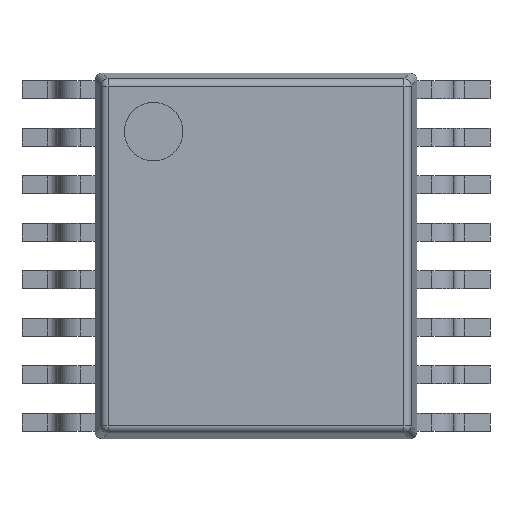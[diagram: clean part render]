
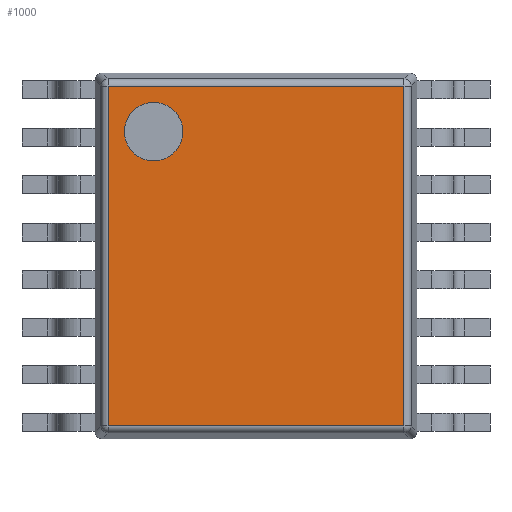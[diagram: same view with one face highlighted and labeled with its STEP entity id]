
A CAD part, top view. The second image highlights one B-rep face of the part: STEP entity #1000.
In plain terms, the highlighted face is planar.
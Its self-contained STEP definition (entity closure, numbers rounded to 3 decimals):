
#28=DIRECTION('',(0.,0.,-1.));
#36=DIRECTION('',(-1.,0.,0.));
#41=DIRECTION('',(0.,0.,1.));
#46=DIRECTION('',(1.,0.,0.));
#125=DIRECTION('',(0.,-1.,0.));
#240=VECTOR('',#36,4.047);
#254=VECTOR('',#28,4.647);
#277=DIRECTION('',(0.,1.,0.));
#306=VECTOR('',#46,4.047);
#312=VECTOR('',#41,4.647);
#375=CARTESIAN_POINT('',(-1.4,0.45,-1.7));
#376=AXIS2_PLACEMENT_3D('',#375,#125,#46);
#377=CIRCLE('',#376,0.4);
#379=AXIS2_PLACEMENT_3D('',#375,#125,#36);
#380=CIRCLE('',#379,0.4);
#382=CARTESIAN_POINT('',(-2.023,0.45,-2.323));
#383=LINE('',#382,#312);
#385=CARTESIAN_POINT('',(2.023,0.45,-2.323));
#386=LINE('',#385,#240);
#388=CARTESIAN_POINT('',(2.023,0.45,2.323));
#389=LINE('',#388,#254);
#391=CARTESIAN_POINT('',(-2.023,0.45,2.323));
#392=LINE('',#391,#306);
#395=CARTESIAN_POINT('',(-1.,0.45,-1.7));
#398=CARTESIAN_POINT('',(-1.8,0.45,-1.7));
#471=VERTEX_POINT('',#395);
#472=VERTEX_POINT('',#398);
#480=VERTEX_POINT('',#382);
#481=VERTEX_POINT('',#391);
#484=VERTEX_POINT('',#388);
#485=VERTEX_POINT('',#385);
#839=EDGE_CURVE('',#484,#485,#389,.T.);
#865=EDGE_CURVE('',#481,#484,#392,.T.);
#919=EDGE_CURVE('',#480,#481,#383,.T.);
#976=EDGE_CURVE('',#485,#480,#386,.T.);
#985=CARTESIAN_POINT('',(0.,0.45,0.));
#986=AXIS2_PLACEMENT_3D('',#985,#277,#46);
#987=PLANE('',#986);
#988=ORIENTED_EDGE('',*,*,#919,.F.);
#989=ORIENTED_EDGE('',*,*,#976,.F.);
#990=ORIENTED_EDGE('',*,*,#839,.F.);
#991=ORIENTED_EDGE('',*,*,#865,.F.);
#992=EDGE_LOOP('',(#988,#989,#990,#991));
#993=FACE_OUTER_BOUND('',#992,.F.);
#994=EDGE_CURVE('',#471,#472,#377,.T.);
#995=ORIENTED_EDGE('',*,*,#994,.F.);
#996=EDGE_CURVE('',#472,#471,#380,.T.);
#997=ORIENTED_EDGE('',*,*,#996,.F.);
#998=EDGE_LOOP('',(#995,#997));
#999=FACE_BOUND('',#998,.F.);
#1000=ADVANCED_FACE('',(#993,#999),#987,.T.);
